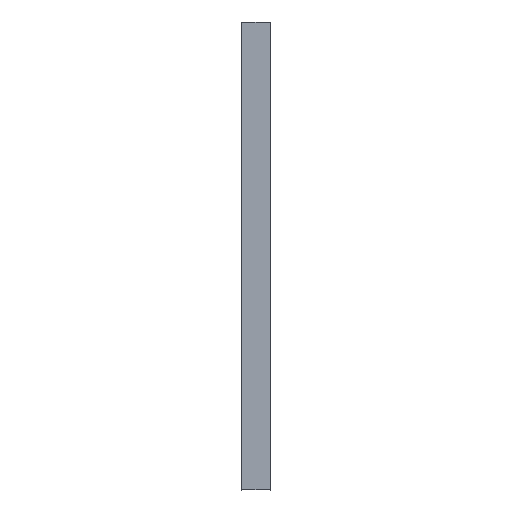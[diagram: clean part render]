
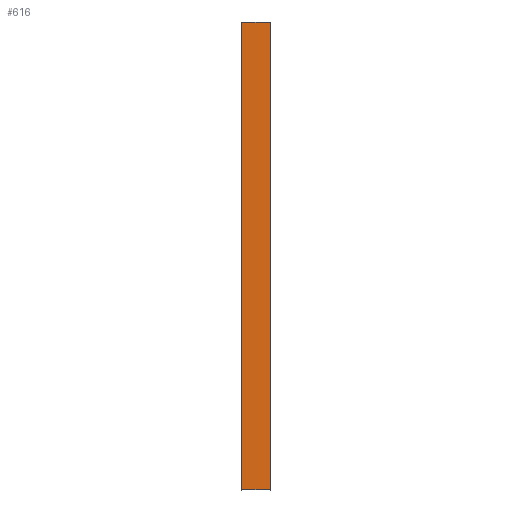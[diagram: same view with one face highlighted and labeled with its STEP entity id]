
A CAD part, front view. The second image highlights one B-rep face of the part: STEP entity #616.
In plain terms, the highlighted planar face has unit normal (0, -1, 0).
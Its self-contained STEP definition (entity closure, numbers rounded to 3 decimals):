
#11 = VERTEX_POINT ( 'NONE', #90 ) ;
#25 = CARTESIAN_POINT ( 'NONE',  ( 121.7, 92.3, 500. ) ) ;
#30 = VERTEX_POINT ( 'NONE', #176 ) ;
#90 = CARTESIAN_POINT ( 'NONE',  ( 1.3, 92.3, 500. ) ) ;
#93 = LINE ( 'NONE', #190, #132 ) ;
#132 = VECTOR ( 'NONE', #379, 1000. ) ;
#138 = ORIENTED_EDGE ( 'NONE', *, *, #269, .T. ) ;
#143 = DIRECTION ( 'NONE',  ( -1., 0., 0. ) ) ;
#145 = ORIENTED_EDGE ( 'NONE', *, *, #174, .T. ) ;
#153 = VECTOR ( 'NONE', #222, 1000. ) ;
#174 = EDGE_CURVE ( 'NONE', #486, #30, #620, .T. ) ;
#176 = CARTESIAN_POINT ( 'NONE',  ( 121.7, 92.3, 500. ) ) ;
#185 = ORIENTED_EDGE ( 'NONE', *, *, #249, .T. ) ;
#189 = ORIENTED_EDGE ( 'NONE', *, *, #326, .T. ) ;
#190 = CARTESIAN_POINT ( 'NONE',  ( 1.3, 92.3, 500. ) ) ;
#222 = DIRECTION ( 'NONE',  ( 1., 0., 0. ) ) ;
#249 = EDGE_CURVE ( 'NONE', #30, #11, #484, .T. ) ;
#264 = EDGE_LOOP ( 'NONE', ( #138, #189, #145, #185 ) ) ;
#269 = EDGE_CURVE ( 'NONE', #11, #500, #93, .T. ) ;
#294 = VECTOR ( 'NONE', #143, 1000. ) ;
#319 = CARTESIAN_POINT ( 'NONE',  ( 1.4, 92.3, -1500. ) ) ;
#326 = EDGE_CURVE ( 'NONE', #500, #486, #482, .T. ) ;
#332 = DIRECTION ( 'NONE',  ( 0., 0., -1. ) ) ;
#379 = DIRECTION ( 'NONE',  ( 0., 0., -1. ) ) ;
#402 = DIRECTION ( 'NONE',  ( 0., -1., 0. ) ) ;
#409 = CARTESIAN_POINT ( 'NONE',  ( 1.4, 92.3, 500. ) ) ;
#432 = PLANE ( 'NONE',  #597 ) ;
#482 = LINE ( 'NONE', #319, #153 ) ;
#484 = LINE ( 'NONE', #487, #294 ) ;
#486 = VERTEX_POINT ( 'NONE', #591 ) ;
#487 = CARTESIAN_POINT ( 'NONE',  ( 1.4, 92.3, 500. ) ) ;
#500 = VERTEX_POINT ( 'NONE', #559 ) ;
#559 = CARTESIAN_POINT ( 'NONE',  ( 1.3, 92.3, -1500. ) ) ;
#568 = FACE_OUTER_BOUND ( 'NONE', #264, .T. ) ;
#585 = VECTOR ( 'NONE', #642, 1000. ) ;
#591 = CARTESIAN_POINT ( 'NONE',  ( 121.7, 92.3, -1500. ) ) ;
#597 = AXIS2_PLACEMENT_3D ( 'NONE', #409, #402, #332 ) ;
#616 = ADVANCED_FACE ( 'NONE', ( #568 ), #432, .T. ) ;
#620 = LINE ( 'NONE', #25, #585 ) ;
#642 = DIRECTION ( 'NONE',  ( 0., 0., 1. ) ) ;
